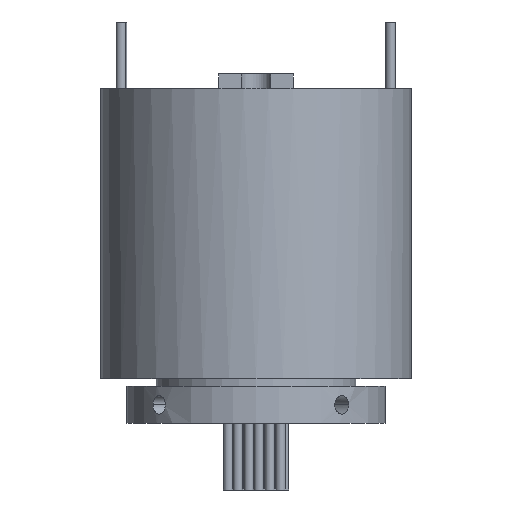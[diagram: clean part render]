
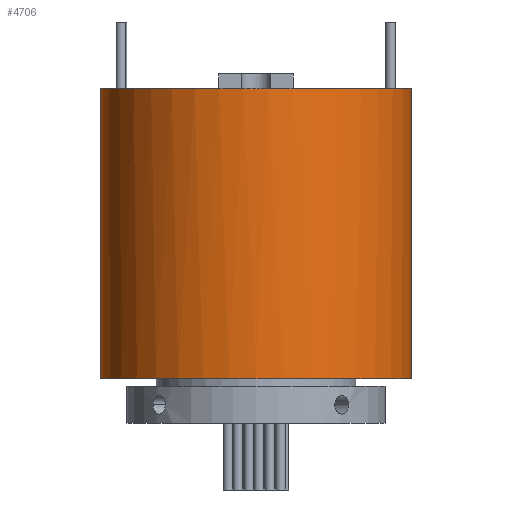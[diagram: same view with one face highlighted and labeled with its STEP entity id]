
A CAD part, front view. The second image highlights one B-rep face of the part: STEP entity #4706.
In plain terms, the highlighted cylindrical face has radius 21 mm (diameter 42 mm), a partial arc.
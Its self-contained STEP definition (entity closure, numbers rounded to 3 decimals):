
#41 = DIRECTION ( 'NONE',  ( 1., 0., 0. ) ) ;
#196 = EDGE_CURVE ( 'NONE', #1002, #3404, #4551, .T. ) ;
#290 = DIRECTION ( 'NONE',  ( 0., 0., 1. ) ) ;
#326 = VERTEX_POINT ( 'NONE', #4188 ) ;
#492 = CARTESIAN_POINT ( 'NONE',  ( -21., 0., 45.2 ) ) ;
#626 = EDGE_CURVE ( 'NONE', #2666, #3044, #2919, .T. ) ;
#641 = VECTOR ( 'NONE', #3632, 1000. ) ;
#865 = AXIS2_PLACEMENT_3D ( 'NONE', #2157, #3980, #4753 ) ;
#873 = ORIENTED_EDGE ( 'NONE', *, *, #1590, .T. ) ;
#987 = CYLINDRICAL_SURFACE ( 'NONE', #865, 21. ) ;
#1002 = VERTEX_POINT ( 'NONE', #492 ) ;
#1011 = EDGE_CURVE ( 'NONE', #326, #1475, #4252, .T. ) ;
#1475 = VERTEX_POINT ( 'NONE', #2746 ) ;
#1558 = DIRECTION ( 'NONE',  ( 0., 0., -1. ) ) ;
#1590 = EDGE_CURVE ( 'NONE', #3404, #3044, #2174, .T. ) ;
#1606 = DIRECTION ( 'NONE',  ( 0., 0., 1. ) ) ;
#1632 = ORIENTED_EDGE ( 'NONE', *, *, #626, .F. ) ;
#1676 = EDGE_LOOP ( 'NONE', ( #1632, #3119, #3668, #2641, #3122, #873 ) ) ;
#1933 = AXIS2_PLACEMENT_3D ( 'NONE', #4223, #2017, #4610 ) ;
#2017 = DIRECTION ( 'NONE',  ( 0., 0., 1. ) ) ;
#2089 = AXIS2_PLACEMENT_3D ( 'NONE', #4446, #2234, #41 ) ;
#2157 = CARTESIAN_POINT ( 'NONE',  ( 0., 0., 45.2 ) ) ;
#2174 = CIRCLE ( 'NONE', #2089, 21. ) ;
#2234 = DIRECTION ( 'NONE',  ( 0., 0., 1. ) ) ;
#2489 = CARTESIAN_POINT ( 'NONE',  ( 0., 0., 45.2 ) ) ;
#2577 = CARTESIAN_POINT ( 'NONE',  ( -21., 0., 6. ) ) ;
#2624 = CIRCLE ( 'NONE', #3704, 21. ) ;
#2641 = ORIENTED_EDGE ( 'NONE', *, *, #3258, .F. ) ;
#2666 = VERTEX_POINT ( 'NONE', #3050 ) ;
#2742 = EDGE_CURVE ( 'NONE', #1475, #2666, #4780, .T. ) ;
#2746 = CARTESIAN_POINT ( 'NONE',  ( 5., -20.396, 45.2 ) ) ;
#2814 = VECTOR ( 'NONE', #1558, 1000. ) ;
#2858 = DIRECTION ( 'NONE',  ( 1., 0., 0. ) ) ;
#2902 = CARTESIAN_POINT ( 'NONE',  ( -21., 0., 45.2 ) ) ;
#2919 = LINE ( 'NONE', #3853, #2814 ) ;
#2931 = FACE_OUTER_BOUND ( 'NONE', #1676, .T. ) ;
#3044 = VERTEX_POINT ( 'NONE', #4576 ) ;
#3050 = CARTESIAN_POINT ( 'NONE',  ( 21., 0., 45.2 ) ) ;
#3119 = ORIENTED_EDGE ( 'NONE', *, *, #2742, .F. ) ;
#3122 = ORIENTED_EDGE ( 'NONE', *, *, #196, .T. ) ;
#3258 = EDGE_CURVE ( 'NONE', #1002, #326, #2624, .T. ) ;
#3404 = VERTEX_POINT ( 'NONE', #2577 ) ;
#3632 = DIRECTION ( 'NONE',  ( 0., 0., -1. ) ) ;
#3668 = ORIENTED_EDGE ( 'NONE', *, *, #1011, .F. ) ;
#3704 = AXIS2_PLACEMENT_3D ( 'NONE', #2489, #290, #2858 ) ;
#3802 = CARTESIAN_POINT ( 'NONE',  ( 0., 0., 45.2 ) ) ;
#3853 = CARTESIAN_POINT ( 'NONE',  ( 21., 0., 45.2 ) ) ;
#3980 = DIRECTION ( 'NONE',  ( 0., 0., -1. ) ) ;
#4183 = DIRECTION ( 'NONE',  ( 1., 0., 0. ) ) ;
#4188 = CARTESIAN_POINT ( 'NONE',  ( -5., -20.396, 45.2 ) ) ;
#4223 = CARTESIAN_POINT ( 'NONE',  ( 0., 0., 45.2 ) ) ;
#4252 = CIRCLE ( 'NONE', #4592, 21. ) ;
#4446 = CARTESIAN_POINT ( 'NONE',  ( 0., 0., 6. ) ) ;
#4551 = LINE ( 'NONE', #2902, #641 ) ;
#4576 = CARTESIAN_POINT ( 'NONE',  ( 21., 0., 6. ) ) ;
#4592 = AXIS2_PLACEMENT_3D ( 'NONE', #3802, #1606, #4183 ) ;
#4610 = DIRECTION ( 'NONE',  ( 1., 0., 0. ) ) ;
#4706 = ADVANCED_FACE ( 'NONE', ( #2931 ), #987, .T. ) ;
#4753 = DIRECTION ( 'NONE',  ( -1., 0., 0. ) ) ;
#4780 = CIRCLE ( 'NONE', #1933, 21. ) ;
